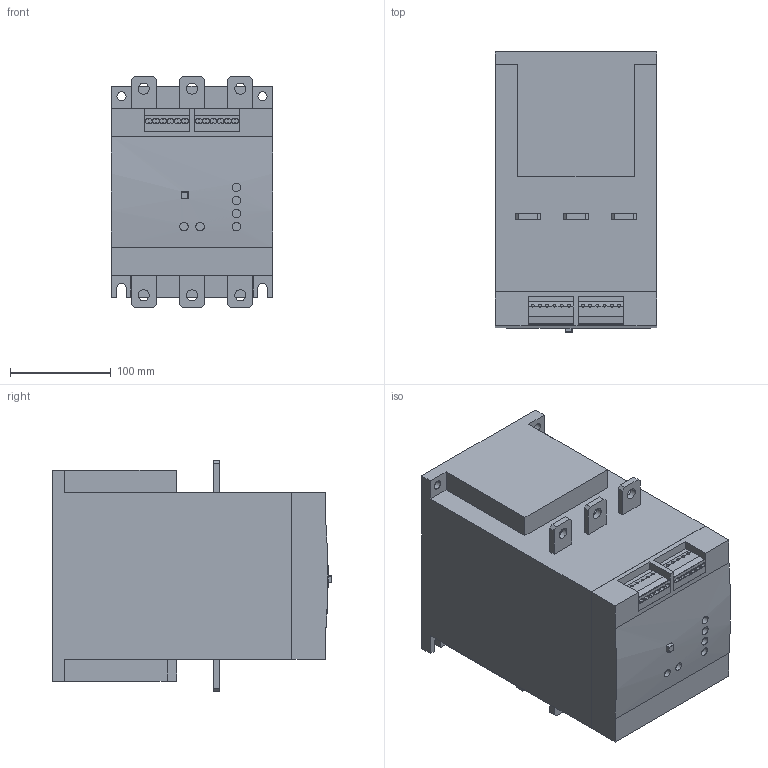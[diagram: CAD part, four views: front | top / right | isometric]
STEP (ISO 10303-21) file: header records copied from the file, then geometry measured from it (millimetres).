
FILE_DESCRIPTION(('no description'),'unknown implementation level');
FILE_NAME('3RW4073_00002728_002_ALL.stp',' ',('SIEMENS A&D'),('ccLab - KiM Gmbh - www.kimweb.de'),'unknown preprocess','ACIS','unknown authorization');
FILE_SCHEMA(('automotive_design'));
Length unit declared in the file: millimetre
Products named in the file (10): 1; 2; 3; 4; 5; 6; 7; 8; 9; 10
Bounding box: 160 x 278 x 230 mm (x, y, z)
Volume: 7896621 mm3; surface area: 363297.3 mm2
Topology: 10 solids, 10 shells, 320 faces, 840 edges, 562 vertices
Faces by surface type: plane 205, cylinder 115
Entity records: 20137 total; most frequent: CARTESIAN_POINT 2188, STYLED_ITEM 1732, PRESENTATION_STYLE_ASSIGNMENT 1732, COLOUR_RGB 1732, DIRECTION 1718, ORIENTED_EDGE 1680, EDGE_CURVE 840, CURVE_STYLE 840
